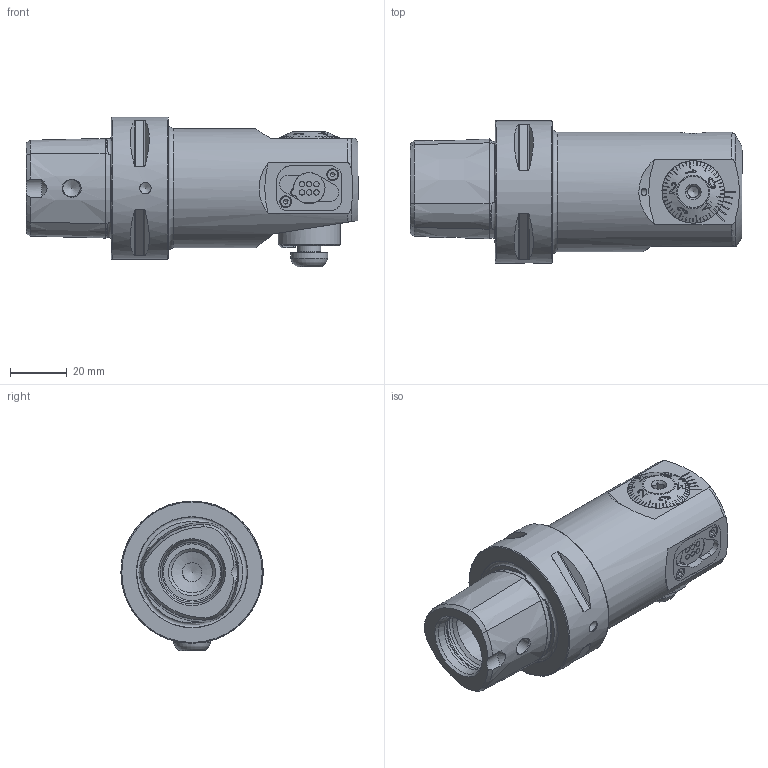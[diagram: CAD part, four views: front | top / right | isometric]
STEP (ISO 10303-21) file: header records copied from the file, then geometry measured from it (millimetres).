
FILE_DESCRIPTION (( 'STEP AP214' ), '1' );
FILE_NAME ('PS5.F42.DA2.090.STEP', '2020-10-12T12:46:46', ( '' ), ( '' ), 'SwSTEP 2.0', 'SolidWorks 2017', '' );
FILE_SCHEMA (( 'AUTOMOTIVE_DESIGN' ));
Length unit declared in the file: millimetre
Products named in the file (21): A42-BG2.013.005_B; ISO 4026 - M8 x 6; PS5-F42.DA1.090_A; PEF-DA1.010.032_A; Fxx-BG7.DA2.0xx_F42; DIN 3771 - 13x1; Fxx-BG7.DA1.0xx_B_F42; ISO 4762 - M2 x 6; F42-BG1.DA2.022_mittig; A42-BG3.011.030_A; Fxx-MAB.xxx.xxx_A_F42; DIN 3771 - 19x1.5; Klebstoff D8; A42-BG2.011.014_C; A42-BG2.012.005_A; F42-BG1.DA1.022_B; A42-BG1.012.006_B; PS5.F42.DA2.090; F42-ER1.101.020_A; F42-BG2.014.014_A; PEF-DA1.011.017_A
Assembly tree (21 placements, depth 3):
  PS5.F42.DA2.090
    PS5-F42.DA1.090_A
    F42-ER1.101.020_A
    F42-BG1.DA2.022_mittig
      F42-BG1.DA1.022_B
      A42-BG2.011.014_C
      A42-BG2.012.005_A
      A42-BG2.013.005_B
      F42-BG2.014.014_A
      A42-BG1.012.006_B
      DIN 3771 - 19x1.5
      Fxx-MAB.xxx.xxx_A_F42
    A42-BG3.011.030_A
    Klebstoff D8
    ISO 4026 - M8 x 6
    Fxx-BG7.DA2.0xx_F42
      Fxx-BG7.DA1.0xx_B_F42
      PEF-DA1.011.017_A
      PEF-DA1.010.032_A
      ISO 4762 - M2 x 6  x2
      DIN 3771 - 13x1
Bounding box: 116.75 x 50 x 52.65 mm (x, y, z)
Volume: 135765.6 mm3; surface area: 37177.4 mm2
Topology: 19 solids, 19 shells, 742 faces, 1900 edges, 1229 vertices
Faces by surface type: plane 402, cone 136, cylinder 127, torus 42, bspline 35
Full cylindrical faces by diameter (mm): 1.6 x2, 1.9 x6, 2 x2, 2.2 x2, 2.5 x2, 3 x1, 3.2 x1, 3.3 x4, 3.8 x2, 3.9 x1, 4 x1, 4.2 x2, 6 x2, 6.1 x2, 6.8 x3, 7.95 x1, 8 x4, 8.5 x2, 8.6 x1, 9 x1, 9.4 x1, 9.8 x1, 10.4 x1, 10.95 x1, 11 x4, 13 x4, 13.3 x1, 14.5 x1, 15.5 x1, 18 x2
Entity records: 28505 total; most frequent: CARTESIAN_POINT 8236, ORIENTED_EDGE 3304, DIRECTION 2968, EDGE_CURVE 1652, AXIS2_PLACEMENT_3D 1157, VERTEX_POINT 1151, EDGE_LOOP 935, FACE_OUTER_BOUND 812
